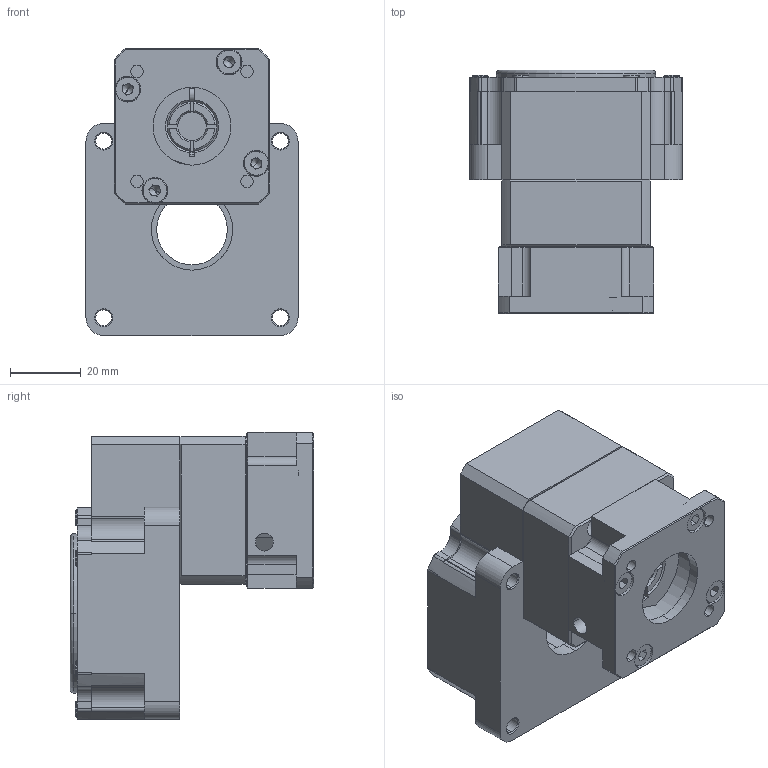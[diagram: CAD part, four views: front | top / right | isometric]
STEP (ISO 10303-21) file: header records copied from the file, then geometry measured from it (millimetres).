
FILE_DESCRIPTION (( 'STEP AP203' ), '1' );
FILE_NAME ('HLMT060-005-N17DB.step', '2019-04-01T01:50:26', ( 'JVL' ), ( '' ), 'SwSTEP 2.0', 'SolidWorks 2017', '' );
FILE_SCHEMA (( 'CONFIG_CONTROL_DESIGN' ));
Length unit declared in the file: millimetre
Products named in the file (1): HLMT060-005-N17DB
Bounding box: 60 x 69 x 81.2 mm (x, y, z)
Volume: 154152.2 mm3; surface area: 43890.9 mm2
Topology: 2 solids, 24 shells, 955 faces, 2320 edges, 1419 vertices
Faces by surface type: plane 421, cylinder 306, cone 188, torus 40
Entity records: 28093 total; most frequent: CARTESIAN_POINT 5179, DIRECTION 5108, ORIENTED_EDGE 4540, EDGE_CURVE 2270, AXIS2_PLACEMENT_3D 1972, VERTEX_POINT 1419, VECTOR 1164, LINE 1164
